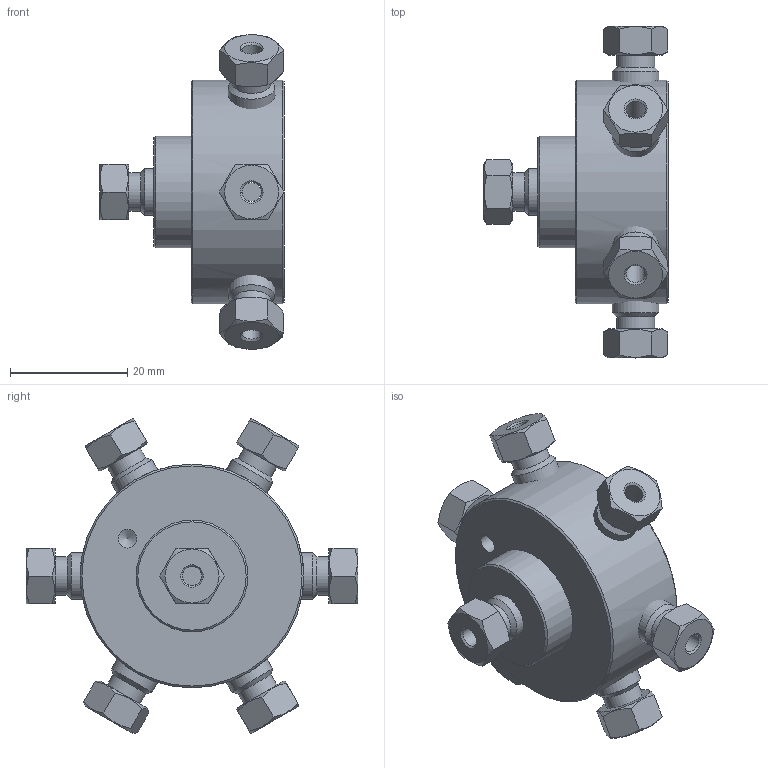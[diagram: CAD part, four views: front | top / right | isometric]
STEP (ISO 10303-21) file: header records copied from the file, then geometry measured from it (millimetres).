
FILE_DESCRIPTION((''),'2;1');
FILE_NAME('305222-Z6M2 Manifold 1-8.stp','2013-09-10T10:12:50',('Franzp'),(''),'Autodesk Inventor 2013','Autodesk Inventor 2013','');
FILE_SCHEMA(('AUTOMOTIVE_DESIGN { 1 0 10303 214 1 1 1 1 }'));
Length unit declared in the file: millimetre
Products named in the file (1): 305222_Shrinkwrap_1
Bounding box: 31.45 x 56.55 x 53.57 mm (x, y, z)
Surface area: 8618.9 mm2 (no closed solid volume)
Topology: 0 solids, 18 shells, 118 faces, 286 edges, 187 vertices
Faces by surface type: plane 62, cone 32, cylinder 24
Full cylindrical faces by diameter (mm): 3.175 x1, 3.3 x7, 6.477 x7, 7.938 x7, 19.05 x1, 38.1 x1
Entity records: 3399 total; most frequent: CARTESIAN_POINT 897, DIRECTION 446, ORIENTED_EDGE 398, EDGE_CURVE 221, AXIS2_PLACEMENT_3D 202, EDGE_LOOP 196, VERTEX_POINT 179, FACE_OUTER_BOUND 118
